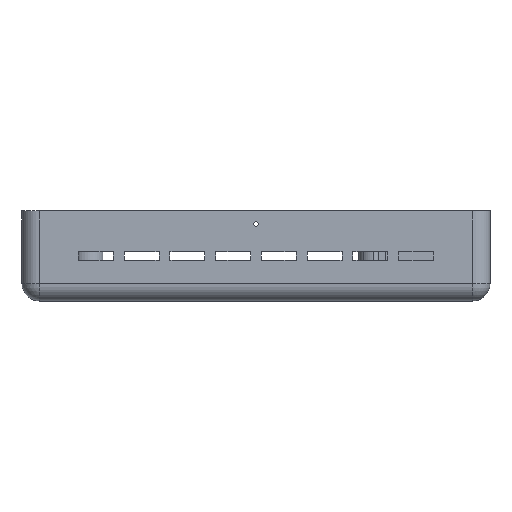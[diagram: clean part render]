
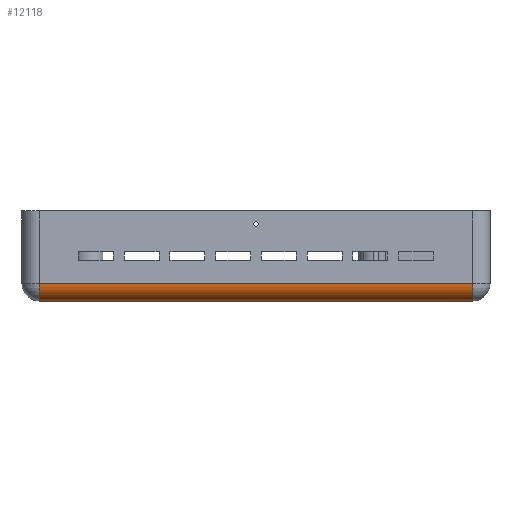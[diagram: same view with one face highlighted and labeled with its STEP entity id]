
A CAD part, left-side view. The second image highlights one B-rep face of the part: STEP entity #12118.
In plain terms, the highlighted cylindrical face has radius 4 mm (diameter 8 mm), a partial arc.
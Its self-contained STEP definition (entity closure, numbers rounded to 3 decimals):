
#1205 = PLANE('',#1206);
#1206 = AXIS2_PLACEMENT_3D('',#1207,#1208,#1209);
#1207 = CARTESIAN_POINT('',(0.,0.,0.));
#1208 = DIRECTION('',(0.,0.,1.));
#1209 = DIRECTION('',(-1.,0.,0.));
#1316 = PLANE('',#1317);
#1317 = AXIS2_PLACEMENT_3D('',#1318,#1319,#1320);
#1318 = CARTESIAN_POINT('',(-125.488,0.,0.));
#1319 = DIRECTION('',(-1.,0.,0.));
#1320 = DIRECTION('',(0.,0.,1.));
#4407 = VERTEX_POINT('',#4408);
#4408 = CARTESIAN_POINT('',(-121.488,-4.,0.));
#4429 = EDGE_CURVE('',#4430,#4407,#4432,.T.);
#4430 = VERTEX_POINT('',#4431);
#4431 = CARTESIAN_POINT('',(-121.488,-103.44,0.));
#4432 = SURFACE_CURVE('',#4433,(#4437,#4444),.PCURVE_S1.);
#4433 = LINE('',#4434,#4435);
#4434 = CARTESIAN_POINT('',(-121.488,-103.44,0.));
#4435 = VECTOR('',#4436,1.);
#4436 = DIRECTION('',(0.,1.,-0.));
#4437 = PCURVE('',#1205,#4438);
#4438 = DEFINITIONAL_REPRESENTATION('',(#4439),#4443);
#4439 = LINE('',#4440,#4441);
#4440 = CARTESIAN_POINT('',(121.488,103.44));
#4441 = VECTOR('',#4442,1.);
#4442 = DIRECTION('',(0.,-1.));
#4443 = ( GEOMETRIC_REPRESENTATION_CONTEXT(2) 
PARAMETRIC_REPRESENTATION_CONTEXT() REPRESENTATION_CONTEXT('2D SPACE',''
  ) );
#4444 = PCURVE('',#4445,#4450);
#4445 = CYLINDRICAL_SURFACE('',#4446,4.);
#4446 = AXIS2_PLACEMENT_3D('',#4447,#4448,#4449);
#4447 = CARTESIAN_POINT('',(-121.488,-103.44,4.));
#4448 = DIRECTION('',(0.,1.,-0.));
#4449 = DIRECTION('',(-1.,0.,0.));
#4450 = DEFINITIONAL_REPRESENTATION('',(#4451),#4455);
#4451 = LINE('',#4452,#4453);
#4452 = CARTESIAN_POINT('',(-1.571,0.));
#4453 = VECTOR('',#4454,1.);
#4454 = DIRECTION('',(-0.,1.));
#4455 = ( GEOMETRIC_REPRESENTATION_CONTEXT(2) 
PARAMETRIC_REPRESENTATION_CONTEXT() REPRESENTATION_CONTEXT('2D SPACE',''
  ) );
#10181 = VERTEX_POINT('',#10182);
#10182 = CARTESIAN_POINT('',(-125.488,-103.44,4.));
#10197 = SPHERICAL_SURFACE('',#10198,4.);
#10198 = AXIS2_PLACEMENT_3D('',#10199,#10200,#10201);
#10199 = CARTESIAN_POINT('',(-121.488,-103.44,4.));
#10200 = DIRECTION('',(-0.,-0.,-1.));
#10201 = DIRECTION('',(0.,-1.,0.));
#10235 = VERTEX_POINT('',#10236);
#10236 = CARTESIAN_POINT('',(-125.488,-4.,4.));
#10257 = EDGE_CURVE('',#10181,#10235,#10258,.T.);
#10258 = SURFACE_CURVE('',#10259,(#10263,#10270),.PCURVE_S1.);
#10259 = LINE('',#10260,#10261);
#10260 = CARTESIAN_POINT('',(-125.488,-103.44,4.));
#10261 = VECTOR('',#10262,1.);
#10262 = DIRECTION('',(0.,1.,-0.));
#10263 = PCURVE('',#1316,#10264);
#10264 = DEFINITIONAL_REPRESENTATION('',(#10265),#10269);
#10265 = LINE('',#10266,#10267);
#10266 = CARTESIAN_POINT('',(4.,-103.44));
#10267 = VECTOR('',#10268,1.);
#10268 = DIRECTION('',(0.,1.));
#10269 = ( GEOMETRIC_REPRESENTATION_CONTEXT(2) 
PARAMETRIC_REPRESENTATION_CONTEXT() REPRESENTATION_CONTEXT('2D SPACE',''
  ) );
#10270 = PCURVE('',#4445,#10271);
#10271 = DEFINITIONAL_REPRESENTATION('',(#10272),#10276);
#10272 = LINE('',#10273,#10274);
#10273 = CARTESIAN_POINT('',(-0.,0.));
#10274 = VECTOR('',#10275,1.);
#10275 = DIRECTION('',(-0.,1.));
#10276 = ( GEOMETRIC_REPRESENTATION_CONTEXT(2) 
PARAMETRIC_REPRESENTATION_CONTEXT() REPRESENTATION_CONTEXT('2D SPACE',''
  ) );
#11081 = SPHERICAL_SURFACE('',#11082,4.);
#11082 = AXIS2_PLACEMENT_3D('',#11083,#11084,#11085);
#11083 = CARTESIAN_POINT('',(-121.488,-4.,4.));
#11084 = DIRECTION('',(-0.,-0.,-1.));
#11085 = DIRECTION('',(-1.,0.,0.));
#12118 = ADVANCED_FACE('',(#12119),#4445,.T.);
#12119 = FACE_BOUND('',#12120,.F.);
#12120 = EDGE_LOOP('',(#12121,#12141,#12142,#12162));
#12121 = ORIENTED_EDGE('',*,*,#12122,.T.);
#12122 = EDGE_CURVE('',#10181,#4430,#12123,.T.);
#12123 = SURFACE_CURVE('',#12124,(#12129,#12135),.PCURVE_S1.);
#12124 = CIRCLE('',#12125,4.);
#12125 = AXIS2_PLACEMENT_3D('',#12126,#12127,#12128);
#12126 = CARTESIAN_POINT('',(-121.488,-103.44,4.));
#12127 = DIRECTION('',(0.,-1.,0.));
#12128 = DIRECTION('',(-1.,0.,0.));
#12129 = PCURVE('',#4445,#12130);
#12130 = DEFINITIONAL_REPRESENTATION('',(#12131),#12134);
#12131 = B_SPLINE_CURVE_WITH_KNOTS('',1,(#12132,#12133),.UNSPECIFIED.,
  .F.,.F.,(2,2),(0.,1.571),.PIECEWISE_BEZIER_KNOTS.);
#12132 = CARTESIAN_POINT('',(0.,0.));
#12133 = CARTESIAN_POINT('',(-1.571,0.));
#12134 = ( GEOMETRIC_REPRESENTATION_CONTEXT(2) 
PARAMETRIC_REPRESENTATION_CONTEXT() REPRESENTATION_CONTEXT('2D SPACE',''
  ) );
#12135 = PCURVE('',#10197,#12136);
#12136 = DEFINITIONAL_REPRESENTATION('',(#12137),#12140);
#12137 = B_SPLINE_CURVE_WITH_KNOTS('',1,(#12138,#12139),.UNSPECIFIED.,
  .F.,.F.,(2,2),(0.,1.571),.PIECEWISE_BEZIER_KNOTS.);
#12138 = CARTESIAN_POINT('',(1.571,0.));
#12139 = CARTESIAN_POINT('',(1.571,1.571));
#12140 = ( GEOMETRIC_REPRESENTATION_CONTEXT(2) 
PARAMETRIC_REPRESENTATION_CONTEXT() REPRESENTATION_CONTEXT('2D SPACE',''
  ) );
#12141 = ORIENTED_EDGE('',*,*,#4429,.T.);
#12142 = ORIENTED_EDGE('',*,*,#12143,.F.);
#12143 = EDGE_CURVE('',#10235,#4407,#12144,.T.);
#12144 = SURFACE_CURVE('',#12145,(#12150,#12156),.PCURVE_S1.);
#12145 = CIRCLE('',#12146,4.);
#12146 = AXIS2_PLACEMENT_3D('',#12147,#12148,#12149);
#12147 = CARTESIAN_POINT('',(-121.488,-4.,4.));
#12148 = DIRECTION('',(0.,-1.,0.));
#12149 = DIRECTION('',(-1.,0.,0.));
#12150 = PCURVE('',#4445,#12151);
#12151 = DEFINITIONAL_REPRESENTATION('',(#12152),#12155);
#12152 = B_SPLINE_CURVE_WITH_KNOTS('',1,(#12153,#12154),.UNSPECIFIED.,
  .F.,.F.,(2,2),(0.,1.571),.PIECEWISE_BEZIER_KNOTS.);
#12153 = CARTESIAN_POINT('',(0.,99.44));
#12154 = CARTESIAN_POINT('',(-1.571,99.44));
#12155 = ( GEOMETRIC_REPRESENTATION_CONTEXT(2) 
PARAMETRIC_REPRESENTATION_CONTEXT() REPRESENTATION_CONTEXT('2D SPACE',''
  ) );
#12156 = PCURVE('',#11081,#12157);
#12157 = DEFINITIONAL_REPRESENTATION('',(#12158),#12161);
#12158 = B_SPLINE_CURVE_WITH_KNOTS('',1,(#12159,#12160),.UNSPECIFIED.,
  .F.,.F.,(2,2),(0.,1.571),.PIECEWISE_BEZIER_KNOTS.);
#12159 = CARTESIAN_POINT('',(0.,0.));
#12160 = CARTESIAN_POINT('',(0.,1.571));
#12161 = ( GEOMETRIC_REPRESENTATION_CONTEXT(2) 
PARAMETRIC_REPRESENTATION_CONTEXT() REPRESENTATION_CONTEXT('2D SPACE',''
  ) );
#12162 = ORIENTED_EDGE('',*,*,#10257,.F.);
